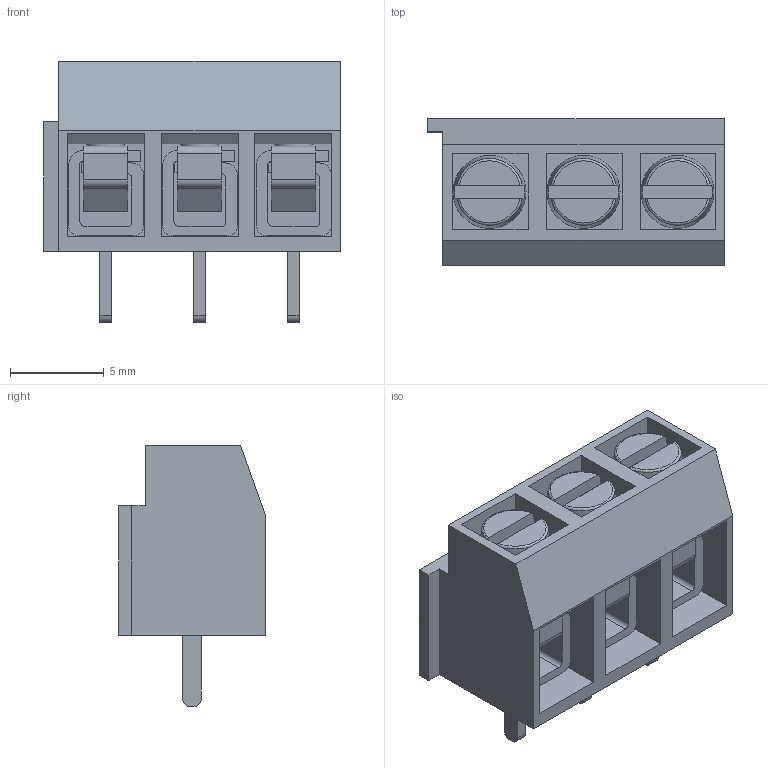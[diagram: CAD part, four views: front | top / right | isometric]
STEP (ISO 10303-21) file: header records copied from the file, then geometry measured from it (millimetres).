
FILE_DESCRIPTION(/* description */ ('Unknown'),/* implementation_level */ '2;1');
FILE_NAME(/* name */ 'XY126V-3P 5.0MM GREEN',/* time_stamp */ '2024-04-12T15:29:10+02:00',/* author */ ('Unknown'),/* organization */ ('Unknown'),/* preprocessor_version */ 'ST-DEVELOPER v18.102',/* originating_system */ 'Solid Edge',/* authorisation */ 'Unknown');
FILE_SCHEMA (('AUTOMOTIVE_DESIGN {1 0 10303 214 3 1 1}'));
Length unit declared in the file: millimetre
Products named in the file (1): XY126V-3P 5.0MM GREEN
Bounding box: 15.8 x 7.8 x 13.9 mm (x, y, z)
Volume: 750.3 mm3; surface area: 1895.4 mm2
Topology: 4 solids, 4 shells, 197 faces, 525 edges, 351 vertices
Faces by surface type: plane 143, cylinder 45, torus 6, cone 3
Full cylindrical faces by diameter (mm): 2.014 x3
Entity records: 7463 total; most frequent: CARTESIAN_POINT 1128, ORIENTED_EDGE 1026, DIRECTION 996, EDGE_CURVE 513, LINE 378, VECTOR 378, VERTEX_POINT 345, AXIS2_PLACEMENT_3D 309
